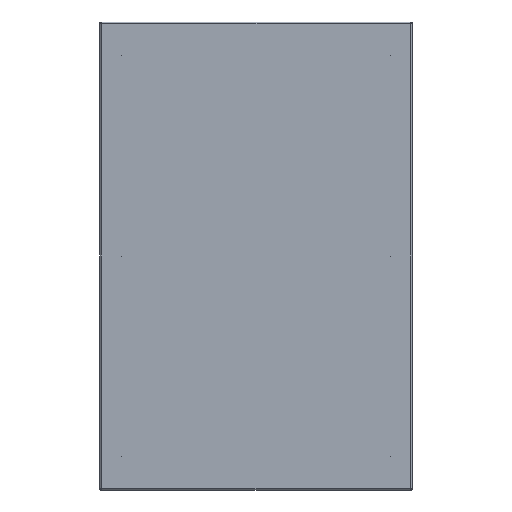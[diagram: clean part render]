
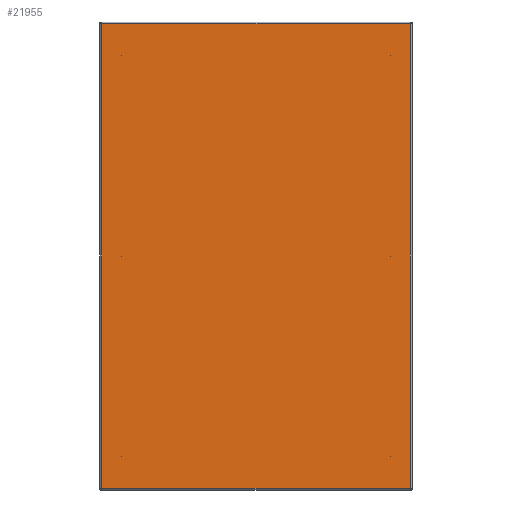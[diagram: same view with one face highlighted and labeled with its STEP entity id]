
A CAD part, front view. The second image highlights one B-rep face of the part: STEP entity #21955.
In plain terms, the highlighted planar face has unit normal (0, -1, 0).
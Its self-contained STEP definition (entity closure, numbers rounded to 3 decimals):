
#1616=LINE('',#36933,#3010);
#1627=LINE('',#37021,#3021);
#1638=LINE('',#37109,#3032);
#1649=LINE('',#37197,#3043);
#1651=LINE('',#37222,#3045);
#1654=LINE('',#37228,#3048);
#1655=LINE('',#37229,#3049);
#1656=LINE('',#37231,#3050);
#1657=LINE('',#37232,#3051);
#1658=LINE('',#37234,#3052);
#1659=LINE('',#37235,#3053);
#1660=LINE('',#37236,#3054);
#3010=VECTOR('',#28495,395.631);
#3021=VECTOR('',#28532,595.631);
#3032=VECTOR('',#28569,595.631);
#3043=VECTOR('',#28606,395.631);
#3045=VECTOR('',#28612,0.184);
#3048=VECTOR('',#28617,0.184);
#3049=VECTOR('',#28618,0.184);
#3050=VECTOR('',#28619,0.184);
#3051=VECTOR('',#28620,0.184);
#3052=VECTOR('',#28621,0.184);
#3053=VECTOR('',#28622,0.184);
#3054=VECTOR('',#28623,0.184);
#5362=FACE_OUTER_BOUND('',#7015,.T.);
#7015=EDGE_LOOP('',(#17127,#17128,#17129,#17130,#17131,#17132,#17133,#17134,
#17135,#17136,#17137,#17138));
#9688=VERTEX_POINT('',#36883);
#9693=VERTEX_POINT('',#36909);
#9700=VERTEX_POINT('',#36971);
#9705=VERTEX_POINT('',#36997);
#9712=VERTEX_POINT('',#37059);
#9717=VERTEX_POINT('',#37085);
#9724=VERTEX_POINT('',#37147);
#9729=VERTEX_POINT('',#37173);
#9730=VERTEX_POINT('',#37221);
#9732=VERTEX_POINT('',#37227);
#9733=VERTEX_POINT('',#37230);
#9734=VERTEX_POINT('',#37233);
#12232=EDGE_CURVE('',#9688,#9693,#1616,.T.);
#12253=EDGE_CURVE('',#9700,#9705,#1627,.T.);
#12274=EDGE_CURVE('',#9712,#9717,#1638,.T.);
#12295=EDGE_CURVE('',#9724,#9729,#1649,.T.);
#12298=EDGE_CURVE('',#9730,#9688,#1651,.T.);
#12301=EDGE_CURVE('',#9693,#9732,#1654,.T.);
#12302=EDGE_CURVE('',#9732,#9700,#1655,.T.);
#12303=EDGE_CURVE('',#9705,#9733,#1656,.T.);
#12304=EDGE_CURVE('',#9733,#9724,#1657,.T.);
#12305=EDGE_CURVE('',#9729,#9734,#1658,.T.);
#12306=EDGE_CURVE('',#9734,#9712,#1659,.T.);
#12307=EDGE_CURVE('',#9717,#9730,#1660,.T.);
#17127=ORIENTED_EDGE('',*,*,#12232,.T.);
#17128=ORIENTED_EDGE('',*,*,#12301,.T.);
#17129=ORIENTED_EDGE('',*,*,#12302,.T.);
#17130=ORIENTED_EDGE('',*,*,#12253,.T.);
#17131=ORIENTED_EDGE('',*,*,#12303,.T.);
#17132=ORIENTED_EDGE('',*,*,#12304,.T.);
#17133=ORIENTED_EDGE('',*,*,#12295,.T.);
#17134=ORIENTED_EDGE('',*,*,#12305,.T.);
#17135=ORIENTED_EDGE('',*,*,#12306,.T.);
#17136=ORIENTED_EDGE('',*,*,#12274,.T.);
#17137=ORIENTED_EDGE('',*,*,#12307,.T.);
#17138=ORIENTED_EDGE('',*,*,#12298,.T.);
#19480=PLANE('',#23930);
#21955=ADVANCED_FACE('',(#5362),#19480,.F.);
#23930=AXIS2_PLACEMENT_3D('',#37226,#28615,#28616);
#28495=DIRECTION('',(1.,0.,0.));
#28532=DIRECTION('',(0.,0.,1.));
#28569=DIRECTION('',(0.,0.,-1.));
#28606=DIRECTION('',(-1.,0.,0.));
#28612=DIRECTION('',(0.,0.,-1.));
#28615=DIRECTION('center_axis',(0.,1.,0.));
#28616=DIRECTION('ref_axis',(0.,0.,1.));
#28617=DIRECTION('',(0.,0.,1.));
#28618=DIRECTION('',(1.,0.,0.));
#28619=DIRECTION('',(-1.,0.,0.));
#28620=DIRECTION('',(0.,0.,1.));
#28621=DIRECTION('',(0.,0.,-1.));
#28622=DIRECTION('',(-1.,0.,0.));
#28623=DIRECTION('',(1.,0.,0.));
#36883=CARTESIAN_POINT('',(-197.816,0.,-298.));
#36909=CARTESIAN_POINT('',(197.816,0.,-298.));
#36933=CARTESIAN_POINT('',(-99.,0.,-298.));
#36971=CARTESIAN_POINT('',(198.,0.,-297.816));
#36997=CARTESIAN_POINT('',(198.,0.,297.816));
#37021=CARTESIAN_POINT('',(198.,0.,-149.));
#37059=CARTESIAN_POINT('',(-198.,0.,297.816));
#37085=CARTESIAN_POINT('',(-198.,0.,-297.816));
#37109=CARTESIAN_POINT('',(-198.,0.,149.));
#37147=CARTESIAN_POINT('',(197.816,0.,298.));
#37173=CARTESIAN_POINT('',(-197.816,0.,298.));
#37197=CARTESIAN_POINT('',(99.,0.,298.));
#37221=CARTESIAN_POINT('',(-197.816,0.,-297.816));
#37222=CARTESIAN_POINT('',(-197.816,0.,-148.908));
#37226=CARTESIAN_POINT('Origin',(0.,0.,0.));
#37227=CARTESIAN_POINT('',(197.816,0.,-297.816));
#37228=CARTESIAN_POINT('',(197.816,0.,-149.908));
#37229=CARTESIAN_POINT('',(98.908,0.,-297.816));
#37230=CARTESIAN_POINT('',(197.816,0.,297.816));
#37231=CARTESIAN_POINT('',(99.908,0.,297.816));
#37232=CARTESIAN_POINT('',(197.816,0.,148.908));
#37233=CARTESIAN_POINT('',(-197.816,0.,297.816));
#37234=CARTESIAN_POINT('',(-197.816,0.,149.908));
#37235=CARTESIAN_POINT('',(-98.908,0.,297.816));
#37236=CARTESIAN_POINT('',(-99.908,0.,-297.816));
